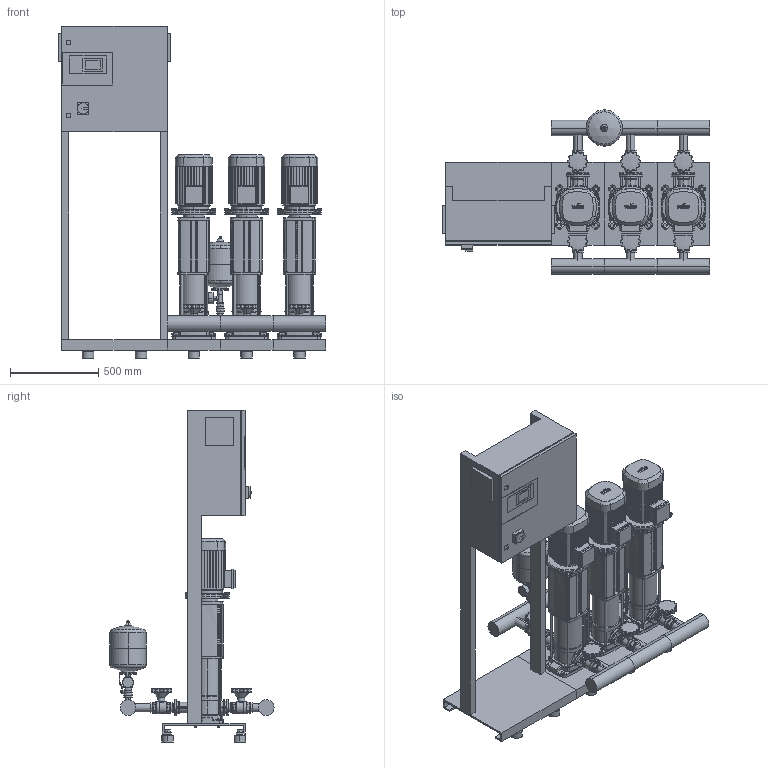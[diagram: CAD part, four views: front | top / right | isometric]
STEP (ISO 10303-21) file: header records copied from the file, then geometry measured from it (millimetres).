
FILE_DESCRIPTION((''),'2;1');
FILE_NAME('3d_CO-3HELIXV1607_K_CC-01-2532213.stp','2016-01-25T09:33:50',(''),(''),'Mechanical Desktop 2009','Mechanical Desktop 2009',', , ');
FILE_SCHEMA(('CONFIG_CONTROL_DESIGN'));
Length unit declared in the file: millimetre
Products named in the file (1): Product
Bounding box: 1520 x 932.45 x 1885 mm (x, y, z)
Volume: 213130908.5 mm3; surface area: 11578480.1 mm2
Topology: 154 solids, 154 shells, 5728 faces, 15110 edges, 9913 vertices
Faces by surface type: plane 2583, bspline 1475, cylinder 1320, cone 242, torus 88, sphere 20
Entity records: 188476 total; most frequent: CARTESIAN_POINT 46712, ORIENTED_EDGE 30196, DIRECTION 27314, EDGE_CURVE 15098, VECTOR 10048, LINE 10048, VERTEX_POINT 9908, AXIS2_PLACEMENT_3D 8633
